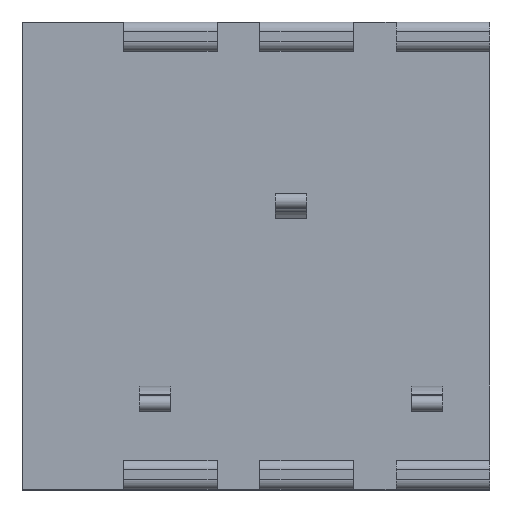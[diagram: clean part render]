
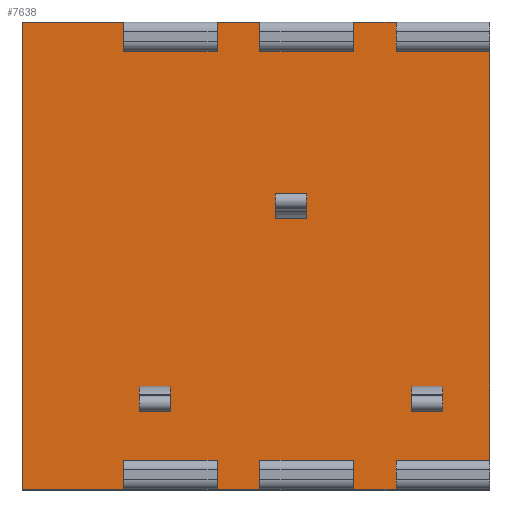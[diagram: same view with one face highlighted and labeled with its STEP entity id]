
A CAD part, top view. The second image highlights one B-rep face of the part: STEP entity #7638.
In plain terms, the highlighted planar face has unit normal (0, 0, 1).
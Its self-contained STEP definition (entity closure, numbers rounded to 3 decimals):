
#152=DIRECTION('',(0.,-1.,0.));
#153=VECTOR('',#152,12.);
#154=CARTESIAN_POINT('',(-6.,6.,0.));
#155=LINE('',#154,#153);
#1124=DIRECTION('',(0.,-1.,0.));
#1125=VECTOR('',#1124,10.5);
#1126=CARTESIAN_POINT('',(6.,5.25,0.));
#1127=LINE('',#1126,#1125);
#1336=DIRECTION('',(0.,-1.,0.));
#1337=VECTOR('',#1336,0.75);
#1338=CARTESIAN_POINT('',(3.6,6.,0.));
#1339=LINE('',#1338,#1337);
#1340=DIRECTION('',(1.,0.,0.));
#1341=VECTOR('',#1340,2.4);
#1342=CARTESIAN_POINT('',(3.6,5.25,0.));
#1343=LINE('',#1342,#1341);
#1344=DIRECTION('',(1.,0.,0.));
#1345=VECTOR('',#1344,2.4);
#1346=CARTESIAN_POINT('',(3.6,-5.25,0.));
#1347=LINE('',#1346,#1345);
#1348=DIRECTION('',(0.,-1.,0.));
#1349=VECTOR('',#1348,0.75);
#1350=CARTESIAN_POINT('',(3.6,-5.25,0.));
#1351=LINE('',#1350,#1349);
#1352=DIRECTION('',(0.,-1.,0.));
#1353=VECTOR('',#1352,0.75);
#1354=CARTESIAN_POINT('',(2.5,-5.25,0.));
#1355=LINE('',#1354,#1353);
#1356=DIRECTION('',(1.,0.,0.));
#1357=VECTOR('',#1356,2.4);
#1358=CARTESIAN_POINT('',(0.1,-5.25,0.));
#1359=LINE('',#1358,#1357);
#1360=DIRECTION('',(0.,-1.,0.));
#1361=VECTOR('',#1360,0.75);
#1362=CARTESIAN_POINT('',(0.1,-5.25,0.));
#1363=LINE('',#1362,#1361);
#1364=DIRECTION('',(0.,-1.,0.));
#1365=VECTOR('',#1364,0.75);
#1366=CARTESIAN_POINT('',(-1.,-5.25,0.));
#1367=LINE('',#1366,#1365);
#1368=DIRECTION('',(1.,0.,0.));
#1369=VECTOR('',#1368,2.4);
#1370=CARTESIAN_POINT('',(-3.4,-5.25,0.));
#1371=LINE('',#1370,#1369);
#1372=DIRECTION('',(0.,-1.,0.));
#1373=VECTOR('',#1372,0.75);
#1374=CARTESIAN_POINT('',(-3.4,-5.25,0.));
#1375=LINE('',#1374,#1373);
#1376=DIRECTION('',(1.,0.,0.));
#1377=VECTOR('',#1376,2.6);
#1378=CARTESIAN_POINT('',(-6.,6.,0.));
#1379=LINE('',#1378,#1377);
#1380=DIRECTION('',(0.,1.,0.));
#1381=VECTOR('',#1380,0.75);
#1382=CARTESIAN_POINT('',(-3.4,5.25,0.));
#1383=LINE('',#1382,#1381);
#1384=DIRECTION('',(1.,0.,0.));
#1385=VECTOR('',#1384,2.4);
#1386=CARTESIAN_POINT('',(-3.4,5.25,0.));
#1387=LINE('',#1386,#1385);
#1388=DIRECTION('',(0.,-1.,0.));
#1389=VECTOR('',#1388,0.75);
#1390=CARTESIAN_POINT('',(-1.,6.,0.));
#1391=LINE('',#1390,#1389);
#1392=DIRECTION('',(1.,0.,0.));
#1393=VECTOR('',#1392,1.1);
#1394=CARTESIAN_POINT('',(-1.,6.,0.));
#1395=LINE('',#1394,#1393);
#1396=DIRECTION('',(0.,-1.,0.));
#1397=VECTOR('',#1396,0.75);
#1398=CARTESIAN_POINT('',(0.1,6.,0.));
#1399=LINE('',#1398,#1397);
#1400=DIRECTION('',(1.,0.,0.));
#1401=VECTOR('',#1400,2.4);
#1402=CARTESIAN_POINT('',(0.1,5.25,0.));
#1403=LINE('',#1402,#1401);
#1404=DIRECTION('',(0.,-1.,0.));
#1405=VECTOR('',#1404,0.75);
#1406=CARTESIAN_POINT('',(2.5,6.,0.));
#1407=LINE('',#1406,#1405);
#1408=DIRECTION('',(1.,0.,0.));
#1409=VECTOR('',#1408,1.1);
#1410=CARTESIAN_POINT('',(2.5,6.,0.));
#1411=LINE('',#1410,#1409);
#1412=DIRECTION('',(0.,-1.,0.));
#1413=VECTOR('',#1412,0.4);
#1414=CARTESIAN_POINT('',(0.5,1.6,0.));
#1415=LINE('',#1414,#1413);
#1416=DIRECTION('',(1.,0.,0.));
#1417=VECTOR('',#1416,0.8);
#1418=CARTESIAN_POINT('',(0.5,1.2,0.));
#1419=LINE('',#1418,#1417);
#1420=DIRECTION('',(0.,-1.,0.));
#1421=VECTOR('',#1420,0.4);
#1422=CARTESIAN_POINT('',(1.3,1.6,0.));
#1423=LINE('',#1422,#1421);
#1424=DIRECTION('',(1.,0.,0.));
#1425=VECTOR('',#1424,0.8);
#1426=CARTESIAN_POINT('',(0.5,1.6,0.));
#1427=LINE('',#1426,#1425);
#1428=DIRECTION('',(0.,-1.,0.));
#1429=VECTOR('',#1428,0.4);
#1430=CARTESIAN_POINT('',(-3.,-3.6,0.));
#1431=LINE('',#1430,#1429);
#1432=DIRECTION('',(1.,0.,0.));
#1433=VECTOR('',#1432,0.8);
#1434=CARTESIAN_POINT('',(-3.,-4.,0.));
#1435=LINE('',#1434,#1433);
#1436=DIRECTION('',(0.,-1.,0.));
#1437=VECTOR('',#1436,0.4);
#1438=CARTESIAN_POINT('',(-2.2,-3.6,0.));
#1439=LINE('',#1438,#1437);
#1440=DIRECTION('',(1.,0.,0.));
#1441=VECTOR('',#1440,0.8);
#1442=CARTESIAN_POINT('',(-3.,-3.6,0.));
#1443=LINE('',#1442,#1441);
#1444=DIRECTION('',(0.,-1.,0.));
#1445=VECTOR('',#1444,0.4);
#1446=CARTESIAN_POINT('',(4.,-3.6,0.));
#1447=LINE('',#1446,#1445);
#1448=DIRECTION('',(1.,0.,0.));
#1449=VECTOR('',#1448,0.8);
#1450=CARTESIAN_POINT('',(4.,-4.,0.));
#1451=LINE('',#1450,#1449);
#1452=DIRECTION('',(0.,-1.,0.));
#1453=VECTOR('',#1452,0.4);
#1454=CARTESIAN_POINT('',(4.8,-3.6,0.));
#1455=LINE('',#1454,#1453);
#1456=DIRECTION('',(1.,0.,0.));
#1457=VECTOR('',#1456,0.8);
#1458=CARTESIAN_POINT('',(4.,-3.6,0.));
#1459=LINE('',#1458,#1457);
#1500=DIRECTION('',(1.,0.,0.));
#1501=VECTOR('',#1500,2.6);
#1502=CARTESIAN_POINT('',(-6.,-6.,0.));
#1503=LINE('',#1502,#1501);
#1508=DIRECTION('',(1.,0.,0.));
#1509=VECTOR('',#1508,1.1);
#1510=CARTESIAN_POINT('',(-1.,-6.,0.));
#1511=LINE('',#1510,#1509);
#1516=DIRECTION('',(1.,0.,0.));
#1517=VECTOR('',#1516,1.1);
#1518=CARTESIAN_POINT('',(2.5,-6.,0.));
#1519=LINE('',#1518,#1517);
#4924=CARTESIAN_POINT('',(-6.,6.,0.));
#4925=CARTESIAN_POINT('',(-6.,-6.,0.));
#4926=VERTEX_POINT('',#4924);
#4927=VERTEX_POINT('',#4925);
#5090=CARTESIAN_POINT('',(-3.4,5.25,0.));
#5091=CARTESIAN_POINT('',(-3.4,6.,0.));
#5092=VERTEX_POINT('',#5090);
#5093=VERTEX_POINT('',#5091);
#5094=CARTESIAN_POINT('',(-3.4,-6.,0.));
#5095=VERTEX_POINT('',#5094);
#5096=CARTESIAN_POINT('',(-1.,-6.,0.));
#5097=VERTEX_POINT('',#5096);
#5098=CARTESIAN_POINT('',(-3.4,-5.25,0.));
#5099=CARTESIAN_POINT('',(-1.,-5.25,0.));
#5100=VERTEX_POINT('',#5098);
#5101=VERTEX_POINT('',#5099);
#5147=CARTESIAN_POINT('',(0.5,1.6,0.));
#5148=CARTESIAN_POINT('',(0.5,1.2,0.));
#5149=VERTEX_POINT('',#5147);
#5150=VERTEX_POINT('',#5148);
#5151=CARTESIAN_POINT('',(1.3,1.6,0.));
#5152=CARTESIAN_POINT('',(1.3,1.2,0.));
#5153=VERTEX_POINT('',#5151);
#5154=VERTEX_POINT('',#5152);
#5195=CARTESIAN_POINT('',(-3.,-3.6,0.));
#5196=CARTESIAN_POINT('',(-3.,-4.,0.));
#5197=VERTEX_POINT('',#5195);
#5198=VERTEX_POINT('',#5196);
#5239=CARTESIAN_POINT('',(-2.2,-3.6,0.));
#5240=CARTESIAN_POINT('',(-2.2,-4.,0.));
#5241=VERTEX_POINT('',#5239);
#5242=VERTEX_POINT('',#5240);
#5283=CARTESIAN_POINT('',(4.,-3.6,0.));
#5284=CARTESIAN_POINT('',(4.,-4.,0.));
#5285=VERTEX_POINT('',#5283);
#5286=VERTEX_POINT('',#5284);
#5287=CARTESIAN_POINT('',(4.8,-3.6,0.));
#5288=CARTESIAN_POINT('',(4.8,-4.,0.));
#5289=VERTEX_POINT('',#5287);
#5290=VERTEX_POINT('',#5288);
#5299=CARTESIAN_POINT('',(-1.,5.25,0.));
#5300=VERTEX_POINT('',#5299);
#5301=CARTESIAN_POINT('',(-1.,6.,0.));
#5302=VERTEX_POINT('',#5301);
#5498=CARTESIAN_POINT('',(0.1,-6.,0.));
#5499=VERTEX_POINT('',#5498);
#5500=CARTESIAN_POINT('',(0.1,-5.25,0.));
#5501=VERTEX_POINT('',#5500);
#5502=CARTESIAN_POINT('',(2.5,-6.,0.));
#5503=VERTEX_POINT('',#5502);
#5504=CARTESIAN_POINT('',(2.5,-5.25,0.));
#5505=VERTEX_POINT('',#5504);
#5514=CARTESIAN_POINT('',(0.1,5.25,0.));
#5515=VERTEX_POINT('',#5514);
#5516=CARTESIAN_POINT('',(0.1,6.,0.));
#5517=VERTEX_POINT('',#5516);
#5518=CARTESIAN_POINT('',(2.5,5.25,0.));
#5519=VERTEX_POINT('',#5518);
#5520=CARTESIAN_POINT('',(2.5,6.,0.));
#5521=VERTEX_POINT('',#5520);
#5588=CARTESIAN_POINT('',(3.6,-6.,0.));
#5589=VERTEX_POINT('',#5588);
#5590=CARTESIAN_POINT('',(3.6,-5.25,0.));
#5591=VERTEX_POINT('',#5590);
#5594=CARTESIAN_POINT('',(6.,-5.25,0.));
#5595=VERTEX_POINT('',#5594);
#5604=CARTESIAN_POINT('',(3.6,5.25,0.));
#5605=VERTEX_POINT('',#5604);
#5606=CARTESIAN_POINT('',(3.6,6.,0.));
#5607=VERTEX_POINT('',#5606);
#5608=CARTESIAN_POINT('',(6.,5.25,0.));
#5609=VERTEX_POINT('',#5608);
#7555=CARTESIAN_POINT('',(-6.,6.,0.));
#7556=DIRECTION('',(0.,0.,1.));
#7557=DIRECTION('',(0.,-1.,0.));
#7558=AXIS2_PLACEMENT_3D('',#7555,#7556,#7557);
#7559=PLANE('',#7558);
#7561=ORIENTED_EDGE('',*,*,#7560,.T.);
#7563=ORIENTED_EDGE('',*,*,#7562,.T.);
#7564=ORIENTED_EDGE('',*,*,#7448,.T.);
#7566=ORIENTED_EDGE('',*,*,#7565,.F.);
#7568=ORIENTED_EDGE('',*,*,#7567,.T.);
#7570=ORIENTED_EDGE('',*,*,#7569,.F.);
#7572=ORIENTED_EDGE('',*,*,#7571,.F.);
#7574=ORIENTED_EDGE('',*,*,#7573,.F.);
#7576=ORIENTED_EDGE('',*,*,#7575,.T.);
#7578=ORIENTED_EDGE('',*,*,#7577,.F.);
#7580=ORIENTED_EDGE('',*,*,#7579,.F.);
#7582=ORIENTED_EDGE('',*,*,#7581,.F.);
#7584=ORIENTED_EDGE('',*,*,#7583,.T.);
#7586=ORIENTED_EDGE('',*,*,#7585,.F.);
#7587=ORIENTED_EDGE('',*,*,#6245,.F.);
#7589=ORIENTED_EDGE('',*,*,#7588,.T.);
#7591=ORIENTED_EDGE('',*,*,#7590,.F.);
#7593=ORIENTED_EDGE('',*,*,#7592,.T.);
#7595=ORIENTED_EDGE('',*,*,#7594,.F.);
#7597=ORIENTED_EDGE('',*,*,#7596,.T.);
#7599=ORIENTED_EDGE('',*,*,#7598,.T.);
#7601=ORIENTED_EDGE('',*,*,#7600,.T.);
#7603=ORIENTED_EDGE('',*,*,#7602,.F.);
#7605=ORIENTED_EDGE('',*,*,#7604,.T.);
#7606=EDGE_LOOP('',(#7561,#7563,#7564,#7566,#7568,#7570,#7572,#7574,#7576,#7578,
#7580,#7582,#7584,#7586,#7587,#7589,#7591,#7593,#7595,#7597,#7599,#7601,#7603,
#7605));
#7607=FACE_OUTER_BOUND('',#7606,.F.);
#7609=ORIENTED_EDGE('',*,*,#7608,.T.);
#7611=ORIENTED_EDGE('',*,*,#7610,.T.);
#7613=ORIENTED_EDGE('',*,*,#7612,.F.);
#7615=ORIENTED_EDGE('',*,*,#7614,.F.);
#7616=EDGE_LOOP('',(#7609,#7611,#7613,#7615));
#7617=FACE_BOUND('',#7616,.F.);
#7619=ORIENTED_EDGE('',*,*,#7618,.T.);
#7621=ORIENTED_EDGE('',*,*,#7620,.T.);
#7623=ORIENTED_EDGE('',*,*,#7622,.F.);
#7625=ORIENTED_EDGE('',*,*,#7624,.F.);
#7626=EDGE_LOOP('',(#7619,#7621,#7623,#7625));
#7627=FACE_BOUND('',#7626,.F.);
#7629=ORIENTED_EDGE('',*,*,#7628,.T.);
#7631=ORIENTED_EDGE('',*,*,#7630,.T.);
#7633=ORIENTED_EDGE('',*,*,#7632,.F.);
#7635=ORIENTED_EDGE('',*,*,#7634,.F.);
#7636=EDGE_LOOP('',(#7629,#7631,#7633,#7635));
#7637=FACE_BOUND('',#7636,.F.);
#6245=EDGE_CURVE('',#4926,#4927,#155,.T.);
#7448=EDGE_CURVE('',#5609,#5595,#1127,.T.);
#7560=EDGE_CURVE('',#5607,#5605,#1339,.T.);
#7562=EDGE_CURVE('',#5605,#5609,#1343,.T.);
#7565=EDGE_CURVE('',#5591,#5595,#1347,.T.);
#7567=EDGE_CURVE('',#5591,#5589,#1351,.T.);
#7569=EDGE_CURVE('',#5503,#5589,#1519,.T.);
#7571=EDGE_CURVE('',#5505,#5503,#1355,.T.);
#7573=EDGE_CURVE('',#5501,#5505,#1359,.T.);
#7575=EDGE_CURVE('',#5501,#5499,#1363,.T.);
#7577=EDGE_CURVE('',#5097,#5499,#1511,.T.);
#7579=EDGE_CURVE('',#5101,#5097,#1367,.T.);
#7581=EDGE_CURVE('',#5100,#5101,#1371,.T.);
#7583=EDGE_CURVE('',#5100,#5095,#1375,.T.);
#7585=EDGE_CURVE('',#4927,#5095,#1503,.T.);
#7588=EDGE_CURVE('',#4926,#5093,#1379,.T.);
#7590=EDGE_CURVE('',#5092,#5093,#1383,.T.);
#7592=EDGE_CURVE('',#5092,#5300,#1387,.T.);
#7594=EDGE_CURVE('',#5302,#5300,#1391,.T.);
#7596=EDGE_CURVE('',#5302,#5517,#1395,.T.);
#7598=EDGE_CURVE('',#5517,#5515,#1399,.T.);
#7600=EDGE_CURVE('',#5515,#5519,#1403,.T.);
#7602=EDGE_CURVE('',#5521,#5519,#1407,.T.);
#7604=EDGE_CURVE('',#5521,#5607,#1411,.T.);
#7608=EDGE_CURVE('',#5149,#5150,#1415,.T.);
#7610=EDGE_CURVE('',#5150,#5154,#1419,.T.);
#7612=EDGE_CURVE('',#5153,#5154,#1423,.T.);
#7614=EDGE_CURVE('',#5149,#5153,#1427,.T.);
#7618=EDGE_CURVE('',#5197,#5198,#1431,.T.);
#7620=EDGE_CURVE('',#5198,#5242,#1435,.T.);
#7622=EDGE_CURVE('',#5241,#5242,#1439,.T.);
#7624=EDGE_CURVE('',#5197,#5241,#1443,.T.);
#7628=EDGE_CURVE('',#5285,#5286,#1447,.T.);
#7630=EDGE_CURVE('',#5286,#5290,#1451,.T.);
#7632=EDGE_CURVE('',#5289,#5290,#1455,.T.);
#7634=EDGE_CURVE('',#5285,#5289,#1459,.T.);
#7638=ADVANCED_FACE('',(#7607,#7617,#7627,#7637),#7559,.T.);
